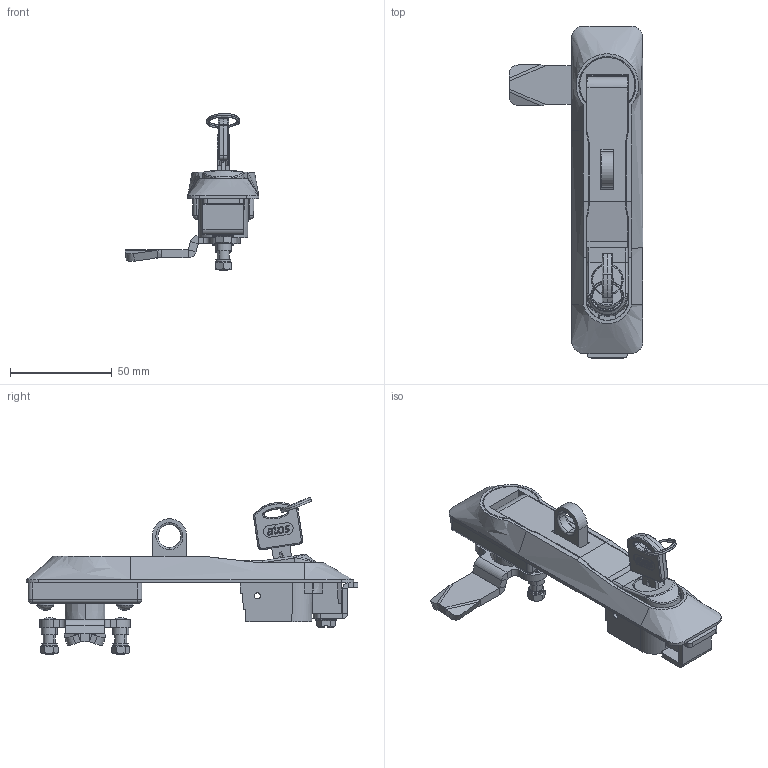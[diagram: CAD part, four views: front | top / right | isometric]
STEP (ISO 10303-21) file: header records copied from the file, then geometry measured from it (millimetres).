
FILE_DESCRIPTION (( 'STEP AP203' ), '1' );
FILE_NAME ('KI17.5.31.1214.STEP', '2022-07-25T14:09:12', ( '' ), ( '' ), 'SwSTEP 2.0', 'SolidWorks 2021', '' );
FILE_SCHEMA (( 'CONFIG_CONTROL_DESIGN' ));
Length unit declared in the file: millimetre
Products named in the file (1): KI17.5.31.1214
Bounding box: 65.78 x 163.16 x 77.18 mm (x, y, z)
Surface area: 38466.7 mm2 (no closed solid volume)
Topology: 0 solids, 42 shells, 730 faces, 2316 edges, 1601 vertices
Faces by surface type: plane 317, cylinder 164, bspline 88, cone 85, torus 60, sphere 16
Entity records: 40482 total; most frequent: CARTESIAN_POINT 21704, ORIENTED_EDGE 3839, DIRECTION 3443, EDGE_CURVE 2315, VERTEX_POINT 1601, AXIS2_PLACEMENT_3D 1170, LINE 1103, VECTOR 1103
